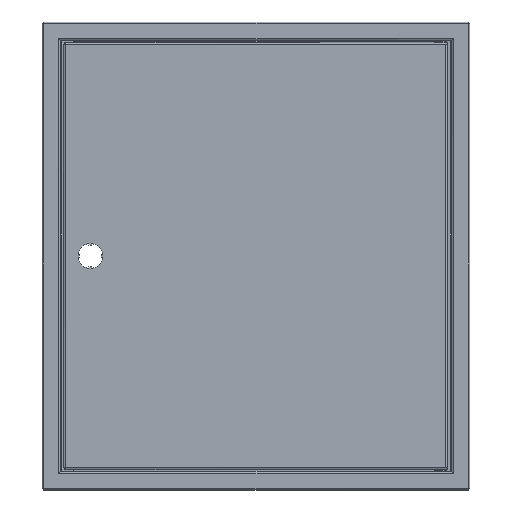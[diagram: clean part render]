
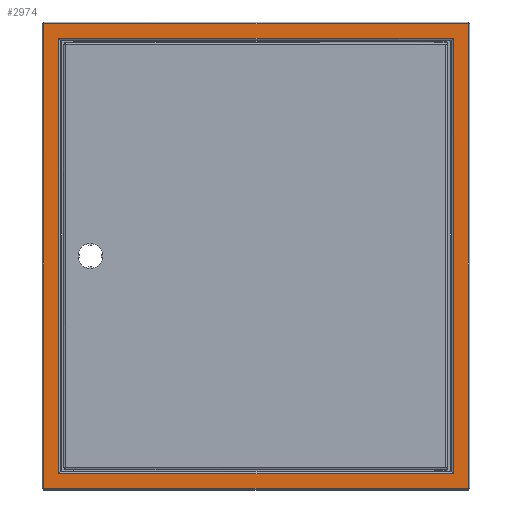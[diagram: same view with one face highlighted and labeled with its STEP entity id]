
A CAD part, top view. The second image highlights one B-rep face of the part: STEP entity #2974.
In plain terms, the highlighted planar face has unit normal (0, 0, 1).
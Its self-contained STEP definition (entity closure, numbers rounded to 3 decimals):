
#117 = CARTESIAN_POINT ( 'NONE',  ( 562.5, -617.5, 0. ) ) ;
#162 = VECTOR ( 'NONE', #15613, 1000. ) ;
#312 = LINE ( 'NONE', #5232, #11661 ) ;
#361 = CARTESIAN_POINT ( 'NONE',  ( 0., 0., 0. ) ) ;
#407 = DIRECTION ( 'NONE',  ( 0., 1., 0. ) ) ;
#1317 = CARTESIAN_POINT ( 'NONE',  ( 22.5, -617.5, 0. ) ) ;
#2034 = LINE ( 'NONE', #4956, #20135 ) ;
#2046 = FACE_BOUND ( 'NONE', #9841, .T. ) ;
#2097 = DIRECTION ( 'NONE',  ( 1., 0., 0. ) ) ;
#2553 = EDGE_CURVE ( 'NONE', #15551, #4631, #20193, .T. ) ;
#2696 = VECTOR ( 'NONE', #407, 1000. ) ;
#2974 = ADVANCED_FACE ( 'NONE', ( #6753, #2046 ), #11118, .T. ) ;
#3010 = VERTEX_POINT ( 'NONE', #9570 ) ;
#3284 = VERTEX_POINT ( 'NONE', #15339 ) ;
#3492 = ORIENTED_EDGE ( 'NONE', *, *, #17975, .T. ) ;
#3722 = CARTESIAN_POINT ( 'NONE',  ( 2.5, -2.207, 0. ) ) ;
#4127 = EDGE_CURVE ( 'NONE', #3010, #8862, #13921, .T. ) ;
#4631 = VERTEX_POINT ( 'NONE', #10585 ) ;
#4956 = CARTESIAN_POINT ( 'NONE',  ( 582.793, -2.5, 0. ) ) ;
#5061 = DIRECTION ( 'NONE',  ( -1., 0., 0. ) ) ;
#5232 = CARTESIAN_POINT ( 'NONE',  ( 22.5, -22.5, 0. ) ) ;
#5717 = VECTOR ( 'NONE', #17406, 1000. ) ;
#5953 = CARTESIAN_POINT ( 'NONE',  ( 562.5, -22.5, 0. ) ) ;
#6753 = FACE_OUTER_BOUND ( 'NONE', #18426, .T. ) ;
#7952 = EDGE_CURVE ( 'NONE', #8142, #18471, #13282, .T. ) ;
#8142 = VERTEX_POINT ( 'NONE', #14418 ) ;
#8353 = CARTESIAN_POINT ( 'NONE',  ( 582.5, -637.793, 0. ) ) ;
#8862 = VERTEX_POINT ( 'NONE', #12793 ) ;
#8962 = CARTESIAN_POINT ( 'NONE',  ( 582.5, -2.5, 0. ) ) ;
#9536 = ORIENTED_EDGE ( 'NONE', *, *, #19766, .T. ) ;
#9570 = CARTESIAN_POINT ( 'NONE',  ( 22.5, -617.5, 0. ) ) ;
#9841 = EDGE_LOOP ( 'NONE', ( #11711, #9897, #15505, #14345 ) ) ;
#9897 = ORIENTED_EDGE ( 'NONE', *, *, #9976, .T. ) ;
#9959 = EDGE_CURVE ( 'NONE', #3284, #11319, #16349, .T. ) ;
#9976 = EDGE_CURVE ( 'NONE', #8862, #15551, #312, .T. ) ;
#10270 = DIRECTION ( 'NONE',  ( 1., 0., 0. ) ) ;
#10585 = CARTESIAN_POINT ( 'NONE',  ( 562.5, -617.5, 0. ) ) ;
#10917 = DIRECTION ( 'NONE',  ( 0., 1., 0. ) ) ;
#11022 = EDGE_CURVE ( 'NONE', #4631, #3010, #15531, .T. ) ;
#11118 = PLANE ( 'NONE',  #17392 ) ;
#11319 = VERTEX_POINT ( 'NONE', #8962 ) ;
#11453 = VECTOR ( 'NONE', #10270, 1000. ) ;
#11661 = VECTOR ( 'NONE', #2097, 1000. ) ;
#11711 = ORIENTED_EDGE ( 'NONE', *, *, #4127, .T. ) ;
#12138 = LINE ( 'NONE', #13786, #11453 ) ;
#12793 = CARTESIAN_POINT ( 'NONE',  ( 22.5, -22.5, 0. ) ) ;
#12941 = CARTESIAN_POINT ( 'NONE',  ( 562.5, -22.5, 0. ) ) ;
#13282 = LINE ( 'NONE', #3722, #13292 ) ;
#13292 = VECTOR ( 'NONE', #16414, 1000. ) ;
#13786 = CARTESIAN_POINT ( 'NONE',  ( 2.207, -637.5, 0. ) ) ;
#13921 = LINE ( 'NONE', #1317, #19719 ) ;
#14345 = ORIENTED_EDGE ( 'NONE', *, *, #11022, .T. ) ;
#14418 = CARTESIAN_POINT ( 'NONE',  ( 2.5, -2.5, 0. ) ) ;
#14429 = DIRECTION ( 'NONE',  ( 1., 0., 0. ) ) ;
#15339 = CARTESIAN_POINT ( 'NONE',  ( 582.5, -637.5, 0. ) ) ;
#15505 = ORIENTED_EDGE ( 'NONE', *, *, #2553, .T. ) ;
#15531 = LINE ( 'NONE', #117, #5717 ) ;
#15551 = VERTEX_POINT ( 'NONE', #12941 ) ;
#15613 = DIRECTION ( 'NONE',  ( 0., -1., 0. ) ) ;
#16349 = LINE ( 'NONE', #8353, #2696 ) ;
#16367 = CARTESIAN_POINT ( 'NONE',  ( 2.5, -637.5, 0. ) ) ;
#16414 = DIRECTION ( 'NONE',  ( 0., -1., 0. ) ) ;
#17392 = AXIS2_PLACEMENT_3D ( 'NONE', #361, #19312, #14429 ) ;
#17406 = DIRECTION ( 'NONE',  ( -1., 0., 0. ) ) ;
#17975 = EDGE_CURVE ( 'NONE', #11319, #8142, #2034, .T. ) ;
#18426 = EDGE_LOOP ( 'NONE', ( #19230, #9536, #20292, #3492 ) ) ;
#18471 = VERTEX_POINT ( 'NONE', #16367 ) ;
#19230 = ORIENTED_EDGE ( 'NONE', *, *, #7952, .T. ) ;
#19312 = DIRECTION ( 'NONE',  ( 0., 0., 1. ) ) ;
#19719 = VECTOR ( 'NONE', #10917, 1000. ) ;
#19766 = EDGE_CURVE ( 'NONE', #18471, #3284, #12138, .T. ) ;
#20135 = VECTOR ( 'NONE', #5061, 1000. ) ;
#20193 = LINE ( 'NONE', #5953, #162 ) ;
#20292 = ORIENTED_EDGE ( 'NONE', *, *, #9959, .T. ) ;
